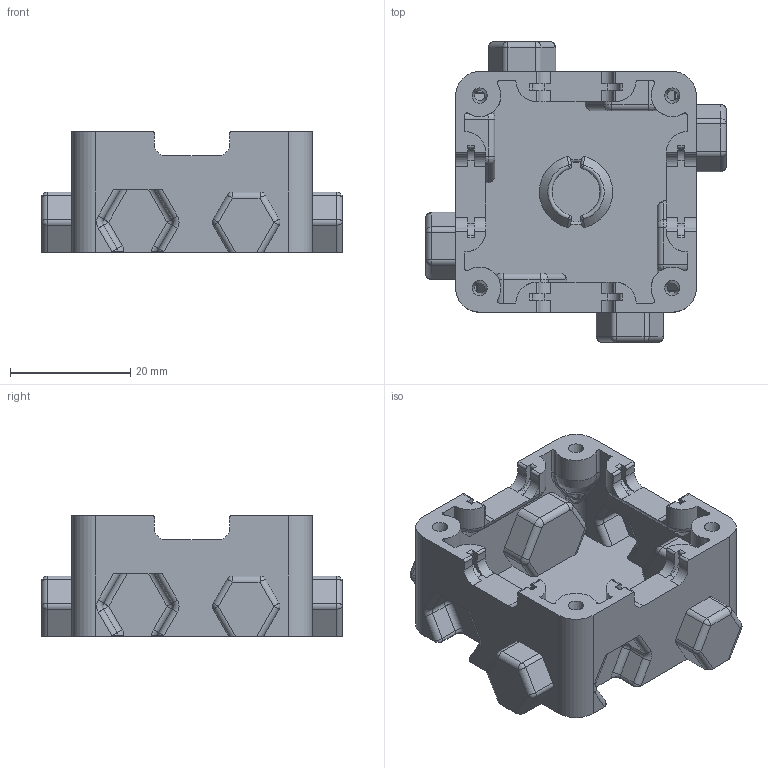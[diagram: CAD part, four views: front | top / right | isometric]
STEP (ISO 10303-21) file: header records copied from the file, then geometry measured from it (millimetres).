
FILE_DESCRIPTION(('FreeCAD Model'),'2;1');
FILE_NAME('Open CASCADE Shape Model','2025-03-25T09:36:28',(''),(''), 'Open CASCADE STEP processor 7.8','FreeCAD','Unknown');
FILE_SCHEMA(('AUTOMOTIVE_DESIGN { 1 0 10303 214 1 1 1 1 }'));
Length unit declared in the file: millimetre
Products named in the file (1): Body007
Bounding box: 50 x 50 x 20 mm (x, y, z)
Volume: 8700.5 mm3; surface area: 11532.2 mm2
Topology: 1 solids, 1 shells, 573 faces, 1518 edges, 904 vertices
Faces by surface type: cylinder 276, plane 159, bspline 40, torus 36, sphere 32, revolution 16, cone 14
Full cylindrical faces by diameter (mm): 1.75 x4
Entity records: 30300 total; most frequent: CARTESIAN_POINT 16364, DIRECTION 3008, ORIENTED_EDGE 2948, EDGE_CURVE 1474, AXIS2_PLACEMENT_3D 1124, VERTEX_POINT 904, LINE 744, VECTOR 744
